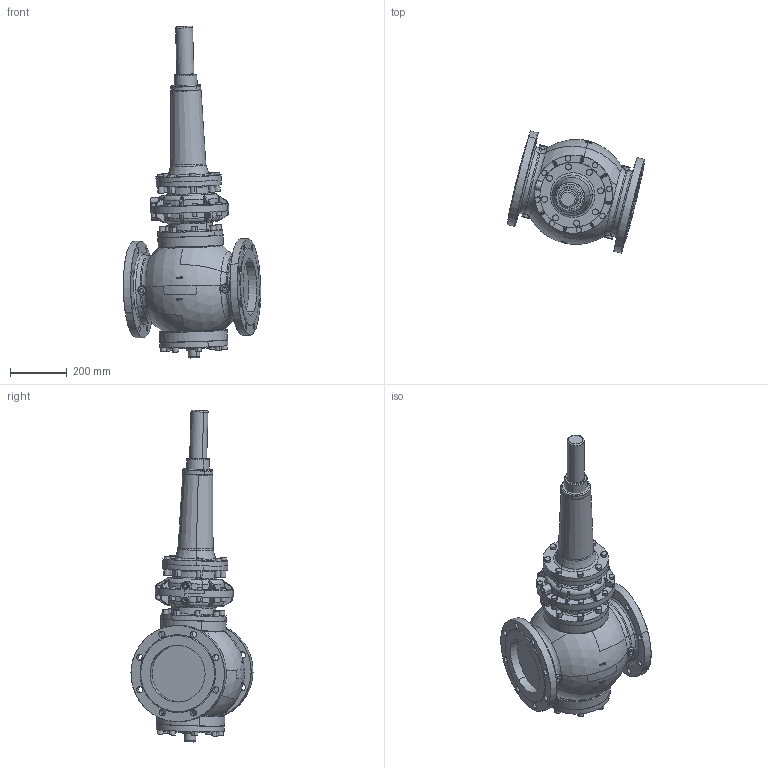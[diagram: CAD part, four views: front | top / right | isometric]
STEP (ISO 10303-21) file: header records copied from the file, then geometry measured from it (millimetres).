
FILE_DESCRIPTION(('CATIA V5 STEP Exchange'),'2;1');
FILE_NAME('R100-R100-U DN200 275 HDS ANSI.stp','2023-05-08T13:55:58+00:00',('none'),('none'),'CATIA Version 5-6 Release 2018 SP2','CATIA V5 STEP AP203','none');
FILE_SCHEMA(('CONFIG_CONTROL_DESIGN'));
Products named in the file (1): Product1
Assembly tree (3 placements, depth 2):
  Product1
    #57
    #929
    #40524
Bounding box: 483.81 x 429.81 x 1168.69 mm (x, y, z)
Volume: 46185987.9 mm3; surface area: 1458049.4 mm2
Topology: 4 solids, 21 shells, 1174 faces, 2819 edges, 1630 vertices
Faces by surface type: cylinder 368, torus 282, plane 194, bspline 139, sphere 131, cone 60
Entity records: 43297 total; most frequent: CARTESIAN_POINT 21059, ORIENTED_EDGE 5374, DIRECTION 2925, EDGE_CURVE 2687, AXIS2_PLACEMENT_3D 1871, VERTEX_POINT 1630, CIRCLE 1360, EDGE_LOOP 1285
